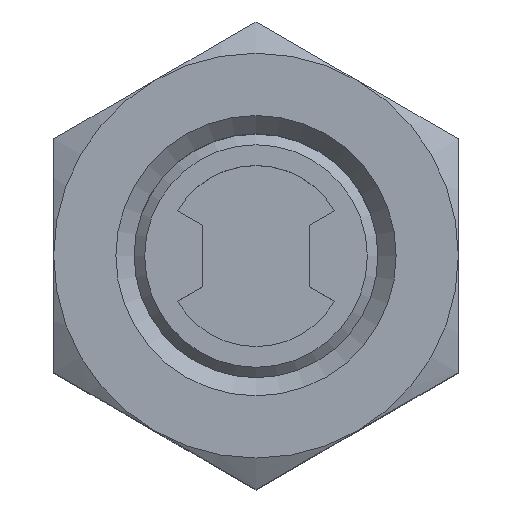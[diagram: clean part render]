
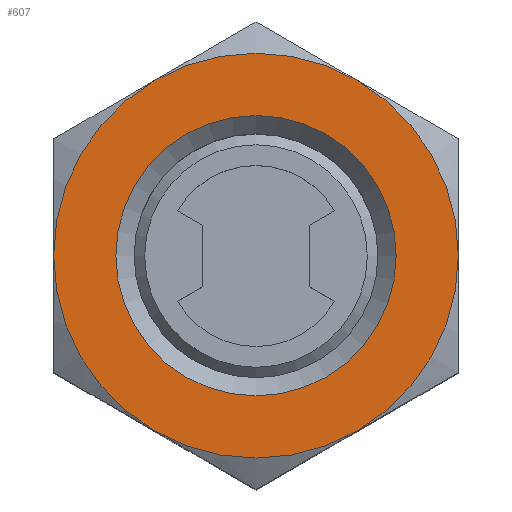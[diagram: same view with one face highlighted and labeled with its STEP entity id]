
A CAD part, top view. The second image highlights one B-rep face of the part: STEP entity #607.
In plain terms, the highlighted planar face has unit normal (0, 0, 1).
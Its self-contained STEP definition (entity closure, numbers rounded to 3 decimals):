
#82=PLANE('',#684);
#114=CIRCLE('',#675,9.5);
#115=CIRCLE('',#677,9.5);
#116=CIRCLE('',#679,9.5);
#117=CIRCLE('',#681,9.5);
#118=CIRCLE('',#683,9.5);
#119=CIRCLE('',#685,9.5);
#120=CIRCLE('',#686,6.579);
#223=ORIENTED_EDGE('',*,*,#338,.F.);
#224=ORIENTED_EDGE('',*,*,#337,.F.);
#225=ORIENTED_EDGE('',*,*,#339,.F.);
#226=ORIENTED_EDGE('',*,*,#336,.F.);
#227=ORIENTED_EDGE('',*,*,#335,.F.);
#228=ORIENTED_EDGE('',*,*,#334,.F.);
#229=ORIENTED_EDGE('',*,*,#340,.T.);
#334=EDGE_CURVE('',#395,#397,#114,.T.);
#335=EDGE_CURVE('',#397,#399,#115,.T.);
#336=EDGE_CURVE('',#399,#401,#116,.T.);
#337=EDGE_CURVE('',#391,#393,#117,.T.);
#338=EDGE_CURVE('',#393,#395,#118,.T.);
#339=EDGE_CURVE('',#401,#391,#119,.T.);
#340=EDGE_CURVE('',#402,#402,#120,.T.);
#391=VERTEX_POINT('',#992);
#393=VERTEX_POINT('',#1005);
#395=VERTEX_POINT('',#1017);
#397=VERTEX_POINT('',#1029);
#399=VERTEX_POINT('',#1041);
#401=VERTEX_POINT('',#1053);
#402=VERTEX_POINT('',#1071);
#484=EDGE_LOOP('',(#223,#224,#225,#226,#227,#228));
#485=EDGE_LOOP('',(#229));
#542=FACE_BOUND('',#484,.T.);
#543=FACE_BOUND('',#485,.T.);
#607=ADVANCED_FACE('',(#542,#543),#82,.F.);
#675=AXIS2_PLACEMENT_3D('',#1059,#796,#797);
#677=AXIS2_PLACEMENT_3D('',#1061,#800,#801);
#679=AXIS2_PLACEMENT_3D('',#1063,#804,#805);
#681=AXIS2_PLACEMENT_3D('',#1065,#808,#809);
#683=AXIS2_PLACEMENT_3D('',#1067,#812,#813);
#684=AXIS2_PLACEMENT_3D('',#1068,#814,#815);
#685=AXIS2_PLACEMENT_3D('',#1069,#816,#817);
#686=AXIS2_PLACEMENT_3D('',#1070,#818,#819);
#796=DIRECTION('',(0.,0.,-1.));
#797=DIRECTION('',(-1.,0.,0.));
#800=DIRECTION('',(0.,0.,-1.));
#801=DIRECTION('',(-1.,0.,0.));
#804=DIRECTION('',(0.,0.,-1.));
#805=DIRECTION('',(-1.,0.,0.));
#808=DIRECTION('',(0.,0.,-1.));
#809=DIRECTION('',(-1.,0.,0.));
#812=DIRECTION('',(0.,0.,-1.));
#813=DIRECTION('',(-1.,0.,0.));
#814=DIRECTION('',(0.,0.,-1.));
#815=DIRECTION('',(-1.,0.,0.));
#816=DIRECTION('',(0.,0.,-1.));
#817=DIRECTION('',(-1.,0.,0.));
#818=DIRECTION('',(0.,0.,-1.));
#819=DIRECTION('',(-1.,0.,0.));
#992=CARTESIAN_POINT('',(-9.5,0.,29.));
#1005=CARTESIAN_POINT('',(-4.75,8.227,29.));
#1017=CARTESIAN_POINT('',(4.75,8.227,29.));
#1029=CARTESIAN_POINT('',(9.5,0.,29.));
#1041=CARTESIAN_POINT('',(4.75,-8.227,29.));
#1053=CARTESIAN_POINT('',(-4.75,-8.227,29.));
#1059=CARTESIAN_POINT('',(0.,0.,29.));
#1061=CARTESIAN_POINT('',(0.,0.,29.));
#1063=CARTESIAN_POINT('',(0.,0.,29.));
#1065=CARTESIAN_POINT('',(0.,0.,29.));
#1067=CARTESIAN_POINT('',(0.,0.,29.));
#1068=CARTESIAN_POINT('',(0.,0.,29.));
#1069=CARTESIAN_POINT('',(0.,0.,29.));
#1070=CARTESIAN_POINT('',(0.,0.,29.));
#1071=CARTESIAN_POINT('',(-6.579,0.,29.));
